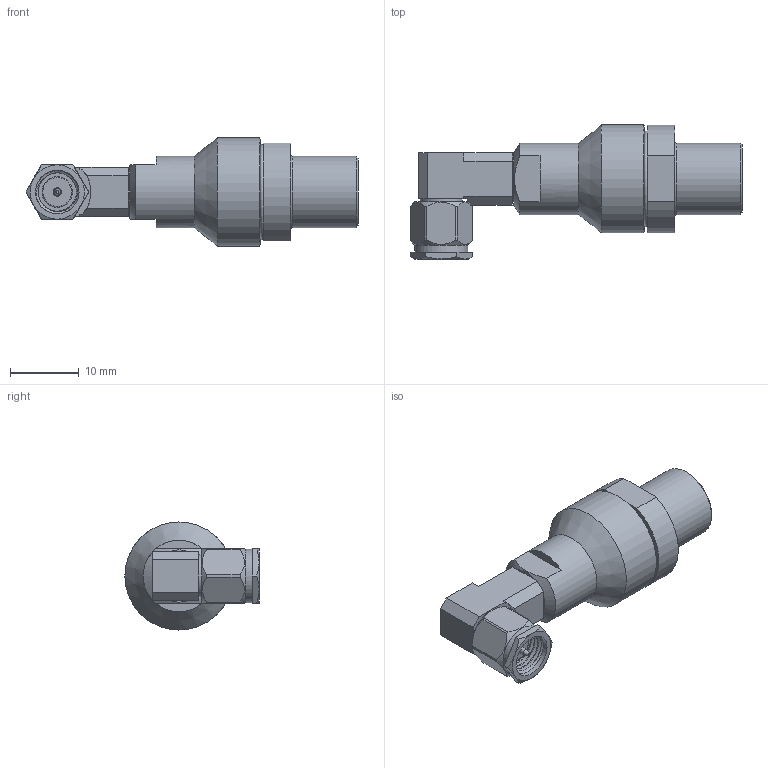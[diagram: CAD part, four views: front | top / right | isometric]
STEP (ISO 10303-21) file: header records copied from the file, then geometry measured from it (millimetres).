
FILE_DESCRIPTION (( 'STEP AP203' ), '1' );
FILE_NAME ('LCCN3188_3D.step', '2022-04-28T15:13:40', ( '' ), ( '' ), 'SwSTEP 2.0', 'SolidWorks 2021', '' );
FILE_SCHEMA (( 'CONFIG_CONTROL_DESIGN' ));
Length unit declared in the file: inch
Products named in the file (1): LCCN3188_3D
Bounding box: 48.38 x 19.56 x 15.75 mm (x, y, z)
Volume: 4629.8 mm3; surface area: 2768.9 mm2
Topology: 1 solids, 1 shells, 94 faces, 242 edges, 162 vertices
Faces by surface type: plane 47, cylinder 26, cone 15, bspline 4, torus 2
Full cylindrical faces by diameter (mm): 0.94 x1, 1.194 x1, 4.445 x1, 6.096 x1, 6.35 x6, 6.731 x1, 7.762 x1, 8.077 x1, 10.414 x2, 15.748 x1
Entity records: 4023 total; most frequent: CARTESIAN_POINT 1973, ORIENTED_EDGE 412, DIRECTION 368, EDGE_CURVE 206, VERTEX_POINT 154, AXIS2_PLACEMENT_3D 143, EDGE_LOOP 122, FACE_OUTER_BOUND 102
